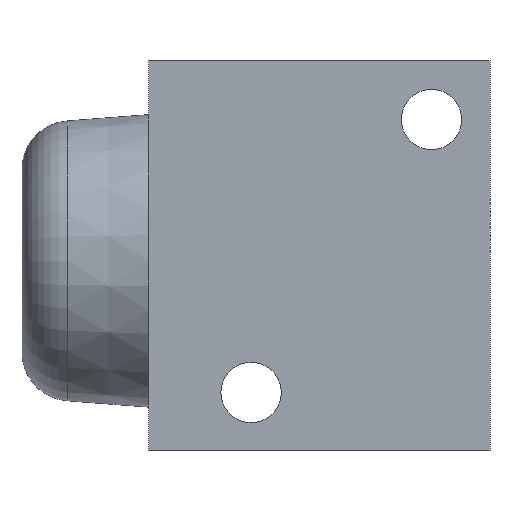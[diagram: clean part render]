
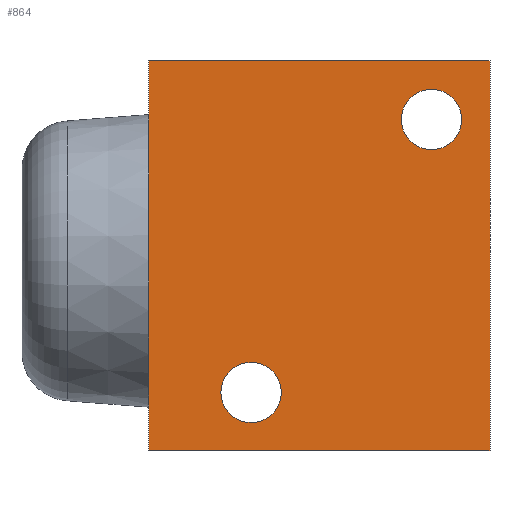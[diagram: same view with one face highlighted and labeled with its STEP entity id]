
A CAD part, front view. The second image highlights one B-rep face of the part: STEP entity #864.
In plain terms, the highlighted planar face has unit normal (0, -1, 0).
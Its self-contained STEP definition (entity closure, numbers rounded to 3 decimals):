
#79=FACE_BOUND('',#191,.T.);
#80=FACE_BOUND('',#192,.T.);
#98=PLANE('',#1053);
#136=FACE_OUTER_BOUND('',#190,.T.);
#190=EDGE_LOOP('',(#664,#665,#666,#667));
#191=EDGE_LOOP('',(#668));
#192=EDGE_LOOP('',(#669));
#260=LINE('',#1471,#316);
#265=LINE('',#1481,#321);
#267=LINE('',#1484,#323);
#268=LINE('',#1486,#324);
#316=VECTOR('',#1201,10.);
#321=VECTOR('',#1208,10.);
#323=VECTOR('',#1212,10.);
#324=VECTOR('',#1215,10.);
#355=CIRCLE('',#1032,3.1);
#358=CIRCLE('',#1036,3.1);
#400=VERTEX_POINT('',#1411);
#403=VERTEX_POINT('',#1419);
#420=VERTEX_POINT('',#1468);
#421=VERTEX_POINT('',#1470);
#424=VERTEX_POINT('',#1478);
#425=VERTEX_POINT('',#1480);
#483=EDGE_CURVE('',#400,#400,#355,.T.);
#487=EDGE_CURVE('',#403,#403,#358,.T.);
#511=EDGE_CURVE('',#420,#421,#260,.T.);
#516=EDGE_CURVE('',#425,#424,#265,.T.);
#518=EDGE_CURVE('',#420,#425,#267,.T.);
#519=EDGE_CURVE('',#421,#424,#268,.T.);
#664=ORIENTED_EDGE('',*,*,#516,.T.);
#665=ORIENTED_EDGE('',*,*,#519,.F.);
#666=ORIENTED_EDGE('',*,*,#511,.F.);
#667=ORIENTED_EDGE('',*,*,#518,.T.);
#668=ORIENTED_EDGE('',*,*,#483,.T.);
#669=ORIENTED_EDGE('',*,*,#487,.T.);
#864=ADVANCED_FACE('',(#136,#79,#80),#98,.T.);
#1032=AXIS2_PLACEMENT_3D('',#1413,#1145,#1146);
#1036=AXIS2_PLACEMENT_3D('',#1421,#1154,#1155);
#1053=AXIS2_PLACEMENT_3D('',#1485,#1213,#1214);
#1145=DIRECTION('center_axis',(0.,1.,0.));
#1146=DIRECTION('ref_axis',(1.,0.,0.));
#1154=DIRECTION('center_axis',(0.,1.,0.));
#1155=DIRECTION('ref_axis',(1.,0.,0.));
#1201=DIRECTION('',(-1.,0.,0.));
#1208=DIRECTION('',(-1.,0.,0.));
#1212=DIRECTION('',(0.,0.,1.));
#1213=DIRECTION('center_axis',(0.,-1.,0.));
#1214=DIRECTION('ref_axis',(0.,0.,-1.));
#1215=DIRECTION('',(0.,0.,1.));
#1411=CARTESIAN_POINT('',(-10.538,-15.89,6.));
#1413=CARTESIAN_POINT('Origin',(-7.438,-15.89,6.));
#1419=CARTESIAN_POINT('',(7.962,-15.89,34.));
#1421=CARTESIAN_POINT('Origin',(11.062,-15.89,34.));
#1468=CARTESIAN_POINT('',(17.062,-15.89,0.));
#1470=CARTESIAN_POINT('',(-17.938,-15.89,0.));
#1471=CARTESIAN_POINT('',(17.062,-15.89,0.));
#1478=CARTESIAN_POINT('',(-17.938,-15.89,40.));
#1480=CARTESIAN_POINT('',(17.062,-15.89,40.));
#1481=CARTESIAN_POINT('',(17.062,-15.89,40.));
#1484=CARTESIAN_POINT('',(17.062,-15.89,0.));
#1485=CARTESIAN_POINT('Origin',(17.062,-15.89,0.));
#1486=CARTESIAN_POINT('',(-17.938,-15.89,0.));
